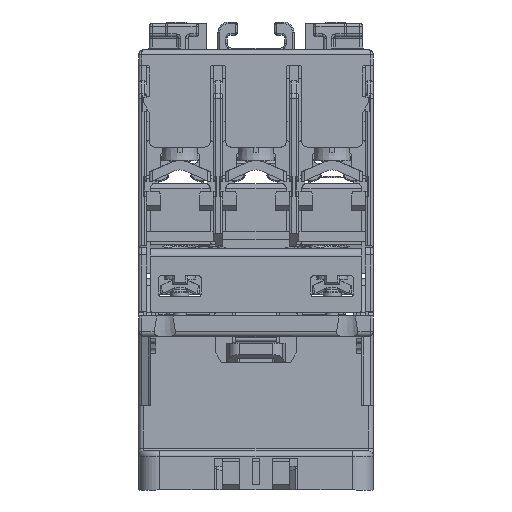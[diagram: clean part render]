
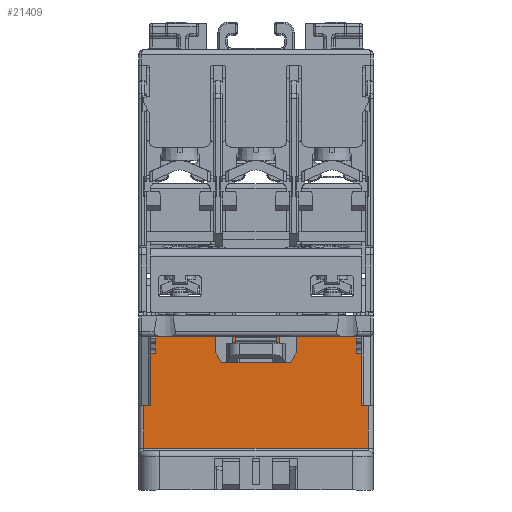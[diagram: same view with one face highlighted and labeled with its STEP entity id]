
A CAD part, front view. The second image highlights one B-rep face of the part: STEP entity #21409.
In plain terms, the highlighted planar face has unit normal (0, -1, 0).
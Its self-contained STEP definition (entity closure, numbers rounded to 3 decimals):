
#1302=PLANE('',#63027);
#4024=FACE_OUTER_BOUND('',#24532,.T.);
#7194=LINE('',#90850,#13923);
#7278=LINE('',#91079,#14007);
#7291=LINE('',#91115,#14020);
#7911=LINE('',#93002,#14640);
#7952=LINE('',#93091,#14681);
#7956=LINE('',#93101,#14685);
#7957=LINE('',#93103,#14686);
#7970=LINE('',#93128,#14699);
#7976=LINE('',#93158,#14705);
#7978=LINE('',#93164,#14707);
#7983=LINE('',#93183,#14712);
#8122=LINE('',#93585,#14851);
#8123=LINE('',#93588,#14852);
#8124=LINE('',#93590,#14853);
#8125=LINE('',#93592,#14854);
#8126=LINE('',#93593,#14855);
#13923=VECTOR('',#70456,1.);
#14007=VECTOR('',#70628,1.);
#14020=VECTOR('',#70657,1.);
#14640=VECTOR('',#72219,1.);
#14681=VECTOR('',#72298,1.);
#14685=VECTOR('',#72310,1.);
#14686=VECTOR('',#72313,1.);
#14699=VECTOR('',#72334,1.);
#14705=VECTOR('',#72368,1.);
#14707=VECTOR('',#72374,1.);
#14712=VECTOR('',#72399,1.);
#14851=VECTOR('',#72800,1.);
#14852=VECTOR('',#72801,1.);
#14853=VECTOR('',#72802,1.);
#14854=VECTOR('',#72803,1.);
#14855=VECTOR('',#72804,1.);
#21409=ADVANCED_FACE('',(#4024),#1302,.T.);
#24532=EDGE_LOOP('',(#32180,#32181,#32182,#32183,#32184,#32185,#32186,#32187,
#32188,#32189,#32190,#32191,#32192,#32193,#32194,#32195));
#32180=ORIENTED_EDGE('',*,*,#52874,.T.);
#32181=ORIENTED_EDGE('',*,*,#52875,.T.);
#32182=ORIENTED_EDGE('',*,*,#52876,.T.);
#32183=ORIENTED_EDGE('',*,*,#52877,.T.);
#32184=ORIENTED_EDGE('',*,*,#51614,.T.);
#32185=ORIENTED_EDGE('',*,*,#52630,.F.);
#32186=ORIENTED_EDGE('',*,*,#52625,.T.);
#32187=ORIENTED_EDGE('',*,*,#51739,.T.);
#32188=ORIENTED_EDGE('',*,*,#52674,.F.);
#32189=ORIENTED_EDGE('',*,*,#52660,.F.);
#32190=ORIENTED_EDGE('',*,*,#52663,.F.);
#32191=ORIENTED_EDGE('',*,*,#52645,.T.);
#32192=ORIENTED_EDGE('',*,*,#51722,.T.);
#32193=ORIENTED_EDGE('',*,*,#52631,.F.);
#32194=ORIENTED_EDGE('',*,*,#52577,.T.);
#32195=ORIENTED_EDGE('',*,*,#52878,.T.);
#43916=VERTEX_POINT('',#90849);
#43917=VERTEX_POINT('',#90851);
#44017=VERTEX_POINT('',#91078);
#44018=VERTEX_POINT('',#91080);
#44031=VERTEX_POINT('',#91113);
#44033=VERTEX_POINT('',#91116);
#44604=VERTEX_POINT('',#93000);
#44606=VERTEX_POINT('',#93003);
#44635=VERTEX_POINT('',#93092);
#44644=VERTEX_POINT('',#93126);
#44654=VERTEX_POINT('',#93157);
#44655=VERTEX_POINT('',#93159);
#44777=VERTEX_POINT('',#93586);
#44778=VERTEX_POINT('',#93587);
#44779=VERTEX_POINT('',#93589);
#44780=VERTEX_POINT('',#93591);
#51614=EDGE_CURVE('',#43917,#43916,#7194,.T.);
#51722=EDGE_CURVE('',#44018,#44017,#7278,.T.);
#51739=EDGE_CURVE('',#44033,#44031,#7291,.T.);
#52577=EDGE_CURVE('',#44606,#44604,#7911,.T.);
#52625=EDGE_CURVE('',#44635,#44033,#7952,.T.);
#52630=EDGE_CURVE('',#44635,#43916,#7956,.T.);
#52631=EDGE_CURVE('',#44606,#44017,#7957,.T.);
#52645=EDGE_CURVE('',#44644,#44018,#7970,.T.);
#52660=EDGE_CURVE('',#44654,#44655,#7976,.T.);
#52663=EDGE_CURVE('',#44644,#44654,#7978,.T.);
#52674=EDGE_CURVE('',#44655,#44031,#7983,.T.);
#52874=EDGE_CURVE('',#44777,#44778,#8122,.T.);
#52875=EDGE_CURVE('',#44778,#44779,#8123,.T.);
#52876=EDGE_CURVE('',#44779,#44780,#8124,.T.);
#52877=EDGE_CURVE('',#44780,#43917,#8125,.T.);
#52878=EDGE_CURVE('',#44604,#44777,#8126,.T.);
#63027=AXIS2_PLACEMENT_3D('',#93594,#72805,#72806);
#70456=DIRECTION('',(0.,0.,-1.));
#70628=DIRECTION('',(0.,0.,1.));
#70657=DIRECTION('',(-1.,0.,0.));
#72219=DIRECTION('',(0.,0.,1.));
#72298=DIRECTION('',(0.,0.,-1.));
#72310=DIRECTION('',(1.,0.,0.));
#72313=DIRECTION('',(1.,0.,0.));
#72334=DIRECTION('',(-1.,0.,0.));
#72368=DIRECTION('',(-1.,0.,0.));
#72374=DIRECTION('',(0.,0.,-1.));
#72399=DIRECTION('',(0.,0.,1.));
#72800=DIRECTION('',(0.,0.,-1.));
#72801=DIRECTION('',(-1.,0.,0.));
#72802=DIRECTION('',(0.,0.,1.));
#72803=DIRECTION('',(-1.,0.,0.));
#72804=DIRECTION('',(-1.,0.,0.));
#72805=DIRECTION('',(0.,-1.,0.));
#72806=DIRECTION('',(0.,0.,1.));
#90849=CARTESIAN_POINT('',(-19.2,-27.9,26.284));
#90850=CARTESIAN_POINT('',(-19.2,-27.9,18.8));
#90851=CARTESIAN_POINT('',(-19.2,-27.9,29.4));
#91078=CARTESIAN_POINT('',(20.2,-27.9,26.284));
#91079=CARTESIAN_POINT('',(20.2,-27.9,14.9));
#91080=CARTESIAN_POINT('',(20.2,-27.9,16.2));
#91113=CARTESIAN_POINT('',(-21.5,-27.9,16.2));
#91115=CARTESIAN_POINT('',(-11.25,-27.9,16.2));
#91116=CARTESIAN_POINT('',(-20.2,-27.9,16.2));
#93000=CARTESIAN_POINT('',(19.2,-27.9,29.4));
#93002=CARTESIAN_POINT('',(19.2,-27.9,18.8));
#93003=CARTESIAN_POINT('',(19.2,-27.9,26.284));
#93091=CARTESIAN_POINT('',(-20.2,-27.9,14.9));
#93092=CARTESIAN_POINT('',(-20.2,-27.9,26.284));
#93101=CARTESIAN_POINT('',(-9.6,-27.9,26.284));
#93103=CARTESIAN_POINT('',(9.6,-27.9,26.284));
#93126=CARTESIAN_POINT('',(21.5,-27.9,16.2));
#93128=CARTESIAN_POINT('',(11.25,-27.9,16.2));
#93157=CARTESIAN_POINT('',(21.5,-27.9,8.));
#93158=CARTESIAN_POINT('',(0.,-27.9,8.));
#93159=CARTESIAN_POINT('',(-21.5,-27.9,8.));
#93164=CARTESIAN_POINT('',(21.5,-27.9,13.988));
#93183=CARTESIAN_POINT('',(-21.5,-27.9,13.988));
#93585=CARTESIAN_POINT('',(4.,-27.9,19.051));
#93586=CARTESIAN_POINT('',(4.,-27.9,29.4));
#93587=CARTESIAN_POINT('',(4.,-27.9,27.329));
#93588=CARTESIAN_POINT('',(0.,-27.9,27.329));
#93589=CARTESIAN_POINT('',(-4.,-27.9,27.329));
#93590=CARTESIAN_POINT('',(-4.,-27.9,19.051));
#93591=CARTESIAN_POINT('',(-4.,-27.9,29.4));
#93592=CARTESIAN_POINT('',(0.,-27.9,29.4));
#93593=CARTESIAN_POINT('',(0.,-27.9,29.4));
#93594=CARTESIAN_POINT('',(0.,-27.9,7.));
